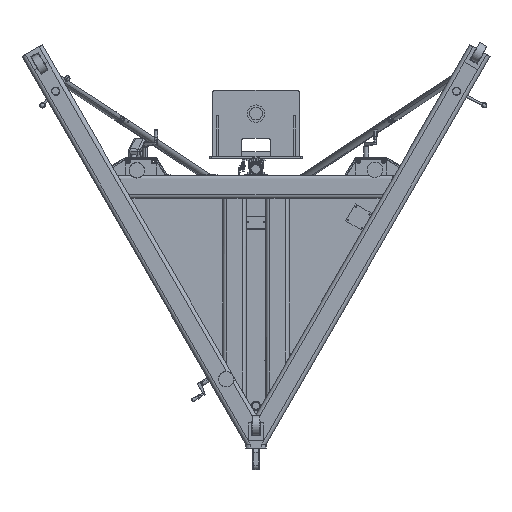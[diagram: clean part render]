
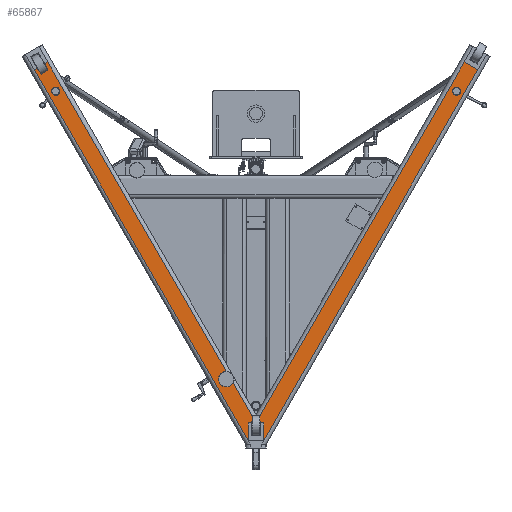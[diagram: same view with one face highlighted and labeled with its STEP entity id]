
A CAD part, front view. The second image highlights one B-rep face of the part: STEP entity #65867.
In plain terms, the highlighted planar face has unit normal (0, -1, 0).
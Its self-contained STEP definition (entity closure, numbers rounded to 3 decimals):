
#2313 = CIRCLE ( 'NONE', #136906, 0.75 ) ;
#2381 = AXIS2_PLACEMENT_3D ( 'NONE', #67554, #84594, #104782 ) ;
#2621 = EDGE_CURVE ( 'NONE', #180551, #205523, #52709, .T. ) ;
#2926 = CARTESIAN_POINT ( 'NONE',  ( -56.884, 6.5, 26.994 ) ) ;
#2986 = CARTESIAN_POINT ( 'NONE',  ( -7.616, 6.5, -52.341 ) ) ;
#5434 = CARTESIAN_POINT ( 'NONE',  ( 53.42, 6.5, 28.994 ) ) ;
#7058 = ORIENTED_EDGE ( 'NONE', *, *, #166373, .T. ) ;
#7793 = ORIENTED_EDGE ( 'NONE', *, *, #160137, .F. ) ;
#7987 = EDGE_CURVE ( 'NONE', #163087, #221387, #45788, .T. ) ;
#12258 = VERTEX_POINT ( 'NONE', #230778 ) ;
#12698 = ORIENTED_EDGE ( 'NONE', *, *, #204348, .F. ) ;
#13508 = ORIENTED_EDGE ( 'NONE', *, *, #165018, .T. ) ;
#15160 = CIRCLE ( 'NONE', #75943, 0.75 ) ;
#15476 = EDGE_CURVE ( 'NONE', #50863, #222597, #130230, .T. ) ;
#15681 = VERTEX_POINT ( 'NONE', #111815 ) ;
#19783 = LINE ( 'NONE', #48991, #118409 ) ;
#20350 = LINE ( 'NONE', #63837, #63849 ) ;
#21660 = DIRECTION ( 'NONE',  ( 1., 0., 0. ) ) ;
#25642 = VECTOR ( 'NONE', #201542, 39.37 ) ;
#27539 = VERTEX_POINT ( 'NONE', #209767 ) ;
#29626 = EDGE_CURVE ( 'NONE', #121459, #210029, #19783, .T. ) ;
#35006 = EDGE_CURVE ( 'NONE', #205232, #155237, #15160, .T. ) ;
#37379 = LINE ( 'NONE', #87687, #135995 ) ;
#37688 = LINE ( 'NONE', #109075, #75368 ) ;
#39080 = EDGE_LOOP ( 'NONE', ( #7058, #136716 ) ) ;
#40700 = CARTESIAN_POINT ( 'NONE',  ( 51.402, 6.5, 21.499 ) ) ;
#45572 = CARTESIAN_POINT ( 'NONE',  ( 51.692, 6.5, 22.521 ) ) ;
#45788 = CIRCLE ( 'NONE', #232468, 1.063 ) ;
#47991 = DIRECTION ( 'NONE',  ( 0., -1., 0. ) ) ;
#48600 = CARTESIAN_POINT ( 'NONE',  ( 41.384, 6.5, 0.147 ) ) ;
#48991 = CARTESIAN_POINT ( 'NONE',  ( 1.443, 6.5, -63.032 ) ) ;
#50863 = VERTEX_POINT ( 'NONE', #45572 ) ;
#51181 = DIRECTION ( 'NONE',  ( 0., -1., 0. ) ) ;
#52709 = LINE ( 'NONE', #5434, #206282 ) ;
#57825 = CARTESIAN_POINT ( 'NONE',  ( 37.92, 6.5, 2.147 ) ) ;
#59341 = DIRECTION ( 'NONE',  ( -0.866, 0., 0.5 ) ) ;
#63837 = CARTESIAN_POINT ( 'NONE',  ( -37.92, 6.5, 2.147 ) ) ;
#63849 = VECTOR ( 'NONE', #212046, 39.37 ) ;
#65020 = ORIENTED_EDGE ( 'NONE', *, *, #159535, .F. ) ;
#65867 = ADVANCED_FACE ( 'NONE', ( #193867, #95266, #89445, #187997 ), #215749, .F. ) ;
#67554 = CARTESIAN_POINT ( 'NONE',  ( 37.92, 6.5, 2.147 ) ) ;
#67739 = ORIENTED_EDGE ( 'NONE', *, *, #2621, .T. ) ;
#72982 = DIRECTION ( 'NONE',  ( 1., 0., 0. ) ) ;
#73392 = EDGE_LOOP ( 'NONE', ( #121695, #13508, #12698, #67739, #180882, #176338, #7793, #109343, #138604, #215231 ) ) ;
#74922 = LINE ( 'NONE', #90605, #25642 ) ;
#75150 = EDGE_CURVE ( 'NONE', #168545, #15681, #124466, .T. ) ;
#75368 = VECTOR ( 'NONE', #146368, 39.37 ) ;
#75943 = AXIS2_PLACEMENT_3D ( 'NONE', #2986, #132631, #21660 ) ;
#77696 = ORIENTED_EDGE ( 'NONE', *, *, #89461, .F. ) ;
#84594 = DIRECTION ( 'NONE',  ( 0., 1., 0. ) ) ;
#84596 = CARTESIAN_POINT ( 'NONE',  ( -51.002, 6.5, 20.514 ) ) ;
#87687 = CARTESIAN_POINT ( 'NONE',  ( -53.42, 6.5, 28.994 ) ) ;
#88980 = DIRECTION ( 'NONE',  ( 0., 1., 0. ) ) ;
#89445 = FACE_BOUND ( 'NONE', #138176, .T. ) ;
#89461 = EDGE_CURVE ( 'NONE', #221387, #163087, #161594, .T. ) ;
#90098 = CARTESIAN_POINT ( 'NONE',  ( -51.402, 6.5, 21.499 ) ) ;
#90605 = CARTESIAN_POINT ( 'NONE',  ( -2., 6.5, -68.068 ) ) ;
#95266 = FACE_BOUND ( 'NONE', #121392, .T. ) ;
#96256 = LINE ( 'NONE', #48600, #188980 ) ;
#99834 = CARTESIAN_POINT ( 'NONE',  ( -51.802, 6.5, 22.483 ) ) ;
#103440 = AXIS2_PLACEMENT_3D ( 'NONE', #162110, #51181, #180702 ) ;
#104492 = AXIS2_PLACEMENT_3D ( 'NONE', #40700, #170254, #59341 ) ;
#104782 = DIRECTION ( 'NONE',  ( -0.866, 0., 0.5 ) ) ;
#108718 = DIRECTION ( 'NONE',  ( -0.866, 0., -0.5 ) ) ;
#109075 = CARTESIAN_POINT ( 'NONE',  ( 2., 6.5, -68.068 ) ) ;
#109343 = ORIENTED_EDGE ( 'NONE', *, *, #114677, .T. ) ;
#111815 = CARTESIAN_POINT ( 'NONE',  ( -2., 6.5, -68.068 ) ) ;
#114677 = EDGE_CURVE ( 'NONE', #159303, #168545, #37379, .T. ) ;
#118409 = VECTOR ( 'NONE', #178507, 39.37 ) ;
#121392 = EDGE_LOOP ( 'NONE', ( #123316, #65020 ) ) ;
#121459 = VERTEX_POINT ( 'NONE', #176938 ) ;
#121695 = ORIENTED_EDGE ( 'NONE', *, *, #210500, .T. ) ;
#123316 = ORIENTED_EDGE ( 'NONE', *, *, #15476, .F. ) ;
#123438 = CARTESIAN_POINT ( 'NONE',  ( -53.42, 6.5, 28.994 ) ) ;
#124466 = LINE ( 'NONE', #156810, #167955 ) ;
#130230 = CIRCLE ( 'NONE', #145423, 1.062 ) ;
#132631 = DIRECTION ( 'NONE',  ( 0., 1., 0. ) ) ;
#135995 = VECTOR ( 'NONE', #198598, 39.37 ) ;
#136716 = ORIENTED_EDGE ( 'NONE', *, *, #35006, .T. ) ;
#136906 = AXIS2_PLACEMENT_3D ( 'NONE', #199919, #88980, #218595 ) ;
#138176 = EDGE_LOOP ( 'NONE', ( #77696, #181153 ) ) ;
#138604 = ORIENTED_EDGE ( 'NONE', *, *, #75150, .T. ) ;
#145423 = AXIS2_PLACEMENT_3D ( 'NONE', #158920, #47991, #177540 ) ;
#146368 = DIRECTION ( 'NONE',  ( 0., 0., -1. ) ) ;
#146738 = CARTESIAN_POINT ( 'NONE',  ( -7.616, 6.5, -53.091 ) ) ;
#150306 = LINE ( 'NONE', #202515, #237252 ) ;
#150750 = CARTESIAN_POINT ( 'NONE',  ( 53.42, 6.5, 28.994 ) ) ;
#153596 = VECTOR ( 'NONE', #187373, 39.37 ) ;
#153757 = DIRECTION ( 'NONE',  ( -0.866, 0., 0.5 ) ) ;
#154108 = EDGE_CURVE ( 'NONE', #15681, #202865, #74922, .T. ) ;
#155237 = VERTEX_POINT ( 'NONE', #146738 ) ;
#156810 = CARTESIAN_POINT ( 'NONE',  ( -41.384, 6.5, 0.147 ) ) ;
#158920 = CARTESIAN_POINT ( 'NONE',  ( 51.402, 6.5, 21.499 ) ) ;
#159303 = VERTEX_POINT ( 'NONE', #123438 ) ;
#159380 = LINE ( 'NONE', #57825, #153596 ) ;
#159535 = EDGE_CURVE ( 'NONE', #222597, #50863, #179981, .T. ) ;
#160137 = EDGE_CURVE ( 'NONE', #159303, #210029, #20350, .T. ) ;
#161594 = CIRCLE ( 'NONE', #103440, 1.063 ) ;
#162110 = CARTESIAN_POINT ( 'NONE',  ( -51.402, 6.5, 21.499 ) ) ;
#163087 = VERTEX_POINT ( 'NONE', #84596 ) ;
#165018 = EDGE_CURVE ( 'NONE', #12258, #27539, #37688, .T. ) ;
#166351 = CARTESIAN_POINT ( 'NONE',  ( 51.112, 6.5, 20.477 ) ) ;
#166373 = EDGE_CURVE ( 'NONE', #155237, #205232, #2313, .T. ) ;
#167955 = VECTOR ( 'NONE', #211900, 39.37 ) ;
#168545 = VERTEX_POINT ( 'NONE', #2926 ) ;
#170254 = DIRECTION ( 'NONE',  ( 0., -1., 0. ) ) ;
#176338 = ORIENTED_EDGE ( 'NONE', *, *, #29626, .T. ) ;
#176938 = CARTESIAN_POINT ( 'NONE',  ( 0.289, 6.5, -63.032 ) ) ;
#177540 = DIRECTION ( 'NONE',  ( -0.866, 0., 0.5 ) ) ;
#178134 = DIRECTION ( 'NONE',  ( -0.5, 0., -0.866 ) ) ;
#178507 = DIRECTION ( 'NONE',  ( -1., 0., 0. ) ) ;
#179981 = CIRCLE ( 'NONE', #104492, 1.062 ) ;
#180551 = VERTEX_POINT ( 'NONE', #208104 ) ;
#180702 = DIRECTION ( 'NONE',  ( -0.866, 0., -0.5 ) ) ;
#180882 = ORIENTED_EDGE ( 'NONE', *, *, #222684, .T. ) ;
#181153 = ORIENTED_EDGE ( 'NONE', *, *, #7987, .F. ) ;
#182955 = CARTESIAN_POINT ( 'NONE',  ( -2., 6.5, -63.568 ) ) ;
#186644 = CARTESIAN_POINT ( 'NONE',  ( -0.289, 6.5, -63.032 ) ) ;
#187373 = DIRECTION ( 'NONE',  ( -0.5, 0., -0.866 ) ) ;
#187997 = FACE_BOUND ( 'NONE', #39080, .T. ) ;
#188980 = VECTOR ( 'NONE', #178134, 39.37 ) ;
#193867 = FACE_OUTER_BOUND ( 'NONE', #73392, .T. ) ;
#193883 = CARTESIAN_POINT ( 'NONE',  ( -7.616, 6.5, -51.591 ) ) ;
#198598 = DIRECTION ( 'NONE',  ( -0.866, 0., -0.5 ) ) ;
#199919 = CARTESIAN_POINT ( 'NONE',  ( -7.616, 6.5, -52.341 ) ) ;
#201542 = DIRECTION ( 'NONE',  ( 0., 0., 1. ) ) ;
#202515 = CARTESIAN_POINT ( 'NONE',  ( -2., 6.5, -63.568 ) ) ;
#202865 = VERTEX_POINT ( 'NONE', #182955 ) ;
#204348 = EDGE_CURVE ( 'NONE', #180551, #27539, #96256, .T. ) ;
#205232 = VERTEX_POINT ( 'NONE', #193883 ) ;
#205523 = VERTEX_POINT ( 'NONE', #150750 ) ;
#206282 = VECTOR ( 'NONE', #153757, 39.37 ) ;
#208104 = CARTESIAN_POINT ( 'NONE',  ( 56.884, 6.5, 26.994 ) ) ;
#209767 = CARTESIAN_POINT ( 'NONE',  ( 2., 6.5, -68.068 ) ) ;
#210029 = VERTEX_POINT ( 'NONE', #186644 ) ;
#210500 = EDGE_CURVE ( 'NONE', #202865, #12258, #150306, .T. ) ;
#211900 = DIRECTION ( 'NONE',  ( 0.5, 0., -0.866 ) ) ;
#212046 = DIRECTION ( 'NONE',  ( 0.5, 0., -0.866 ) ) ;
#215231 = ORIENTED_EDGE ( 'NONE', *, *, #154108, .T. ) ;
#215749 = PLANE ( 'NONE',  #2381 ) ;
#218595 = DIRECTION ( 'NONE',  ( 1., 0., 0. ) ) ;
#219712 = DIRECTION ( 'NONE',  ( 0., -1., 0. ) ) ;
#221387 = VERTEX_POINT ( 'NONE', #99834 ) ;
#222597 = VERTEX_POINT ( 'NONE', #166351 ) ;
#222684 = EDGE_CURVE ( 'NONE', #205523, #121459, #159380, .T. ) ;
#230778 = CARTESIAN_POINT ( 'NONE',  ( 2., 6.5, -63.568 ) ) ;
#232468 = AXIS2_PLACEMENT_3D ( 'NONE', #90098, #219712, #108718 ) ;
#237252 = VECTOR ( 'NONE', #72982, 39.37 ) ;
